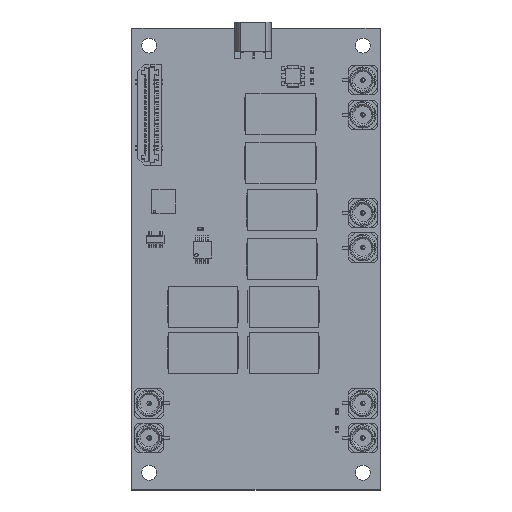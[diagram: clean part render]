
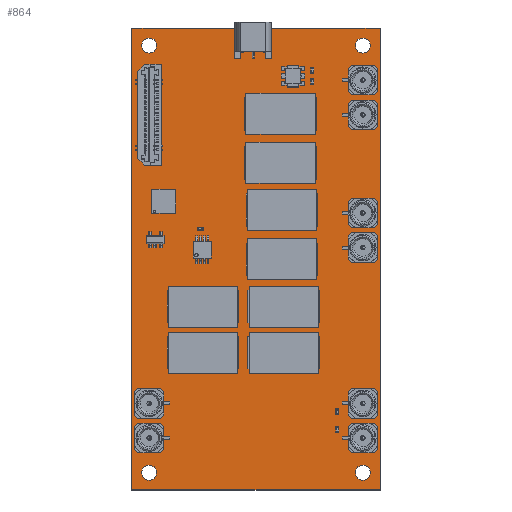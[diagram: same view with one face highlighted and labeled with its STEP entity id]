
A CAD part, top view. The second image highlights one B-rep face of the part: STEP entity #864.
In plain terms, the highlighted planar face has unit normal (0, 0, 1).
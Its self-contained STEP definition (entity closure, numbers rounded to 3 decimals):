
#323 = VERTEX_POINT('',#324);
#324 = CARTESIAN_POINT('',(30.,30.,0.));
#330 = EDGE_CURVE('',#323,#331,#333,.T.);
#331 = VERTEX_POINT('',#332);
#332 = CARTESIAN_POINT('',(30.,110.,0.));
#333 = LINE('',#334,#335);
#334 = CARTESIAN_POINT('',(30.,30.,0.));
#335 = VECTOR('',#336,1.);
#336 = DIRECTION('',(0.,1.,0.));
#361 = EDGE_CURVE('',#331,#362,#364,.T.);
#362 = VERTEX_POINT('',#363);
#363 = CARTESIAN_POINT('',(48.875,110.,0.));
#364 = LINE('',#365,#366);
#365 = CARTESIAN_POINT('',(30.,110.,0.));
#366 = VECTOR('',#367,1.);
#367 = DIRECTION('',(1.,0.,0.));
#394 = VERTEX_POINT('',#395);
#395 = CARTESIAN_POINT('',(48.875,106.56,0.));
#401 = EDGE_CURVE('',#394,#362,#402,.T.);
#402 = LINE('',#403,#404);
#403 = CARTESIAN_POINT('',(48.875,106.56,0.));
#404 = VECTOR('',#405,1.);
#405 = DIRECTION('',(0.,1.,0.));
#425 = VERTEX_POINT('',#426);
#426 = CARTESIAN_POINT('',(49.435,106.,0.));
#432 = EDGE_CURVE('',#425,#394,#433,.T.);
#433 = CIRCLE('',#434,0.4);
#434 = AXIS2_PLACEMENT_3D('',#435,#436,#437);
#435 = CARTESIAN_POINT('',(49.115,106.24,0.));
#436 = DIRECTION('',(0.,0.,-1.));
#437 = DIRECTION('',(0.8,-0.6,0.));
#458 = VERTEX_POINT('',#459);
#459 = CARTESIAN_POINT('',(52.565,106.,0.));
#465 = EDGE_CURVE('',#458,#425,#466,.T.);
#466 = LINE('',#467,#468);
#467 = CARTESIAN_POINT('',(52.565,106.,0.));
#468 = VECTOR('',#469,1.);
#469 = DIRECTION('',(-1.,0.,0.));
#489 = VERTEX_POINT('',#490);
#490 = CARTESIAN_POINT('',(53.125,106.56,0.));
#496 = EDGE_CURVE('',#489,#458,#497,.T.);
#497 = CIRCLE('',#498,0.4);
#498 = AXIS2_PLACEMENT_3D('',#499,#500,#501);
#499 = CARTESIAN_POINT('',(52.885,106.24,0.));
#500 = DIRECTION('',(0.,0.,-1.));
#501 = DIRECTION('',(0.6,0.8,0.));
#522 = VERTEX_POINT('',#523);
#523 = CARTESIAN_POINT('',(53.125,110.,0.));
#529 = EDGE_CURVE('',#522,#489,#530,.T.);
#530 = LINE('',#531,#532);
#531 = CARTESIAN_POINT('',(53.125,111.08,0.));
#532 = VECTOR('',#533,1.);
#533 = DIRECTION('',(0.,-1.,0.));
#551 = EDGE_CURVE('',#522,#552,#554,.T.);
#552 = VERTEX_POINT('',#553);
#553 = CARTESIAN_POINT('',(73.,110.,0.));
#554 = LINE('',#555,#556);
#555 = CARTESIAN_POINT('',(30.,110.,0.));
#556 = VECTOR('',#557,1.);
#557 = DIRECTION('',(1.,0.,0.));
#582 = EDGE_CURVE('',#552,#583,#585,.T.);
#583 = VERTEX_POINT('',#584);
#584 = CARTESIAN_POINT('',(73.,30.,0.));
#585 = LINE('',#586,#587);
#586 = CARTESIAN_POINT('',(73.,110.,0.));
#587 = VECTOR('',#588,1.);
#588 = DIRECTION('',(0.,-1.,0.));
#613 = EDGE_CURVE('',#583,#323,#614,.T.);
#614 = LINE('',#615,#616);
#615 = CARTESIAN_POINT('',(73.,30.,0.));
#616 = VECTOR('',#617,1.);
#617 = DIRECTION('',(-1.,0.,0.));
#637 = VERTEX_POINT('',#638);
#638 = CARTESIAN_POINT('',(71.3,107.,0.));
#644 = EDGE_CURVE('',#637,#637,#645,.T.);
#645 = CIRCLE('',#646,1.3);
#646 = AXIS2_PLACEMENT_3D('',#647,#648,#649);
#647 = CARTESIAN_POINT('',(70.,107.,0.));
#648 = DIRECTION('',(0.,0.,1.));
#649 = DIRECTION('',(1.,0.,0.));
#670 = VERTEX_POINT('',#671);
#671 = CARTESIAN_POINT('',(34.55,87.9,0.));
#677 = EDGE_CURVE('',#670,#670,#678,.T.);
#678 = CIRCLE('',#679,0.45);
#679 = AXIS2_PLACEMENT_3D('',#680,#681,#682);
#680 = CARTESIAN_POINT('',(34.1,87.9,0.));
#681 = DIRECTION('',(0.,0.,1.));
#682 = DIRECTION('',(1.,0.,0.));
#703 = VERTEX_POINT('',#704);
#704 = CARTESIAN_POINT('',(34.3,107.,0.));
#710 = EDGE_CURVE('',#703,#703,#711,.T.);
#711 = CIRCLE('',#712,1.3);
#712 = AXIS2_PLACEMENT_3D('',#713,#714,#715);
#713 = CARTESIAN_POINT('',(33.,107.,0.));
#714 = DIRECTION('',(0.,0.,1.));
#715 = DIRECTION('',(1.,0.,0.));
#736 = VERTEX_POINT('',#737);
#737 = CARTESIAN_POINT('',(34.55,102.1,0.));
#743 = EDGE_CURVE('',#736,#736,#744,.T.);
#744 = CIRCLE('',#745,0.45);
#745 = AXIS2_PLACEMENT_3D('',#746,#747,#748);
#746 = CARTESIAN_POINT('',(34.1,102.1,0.));
#747 = DIRECTION('',(0.,0.,1.));
#748 = DIRECTION('',(1.,0.,0.));
#769 = VERTEX_POINT('',#770);
#770 = CARTESIAN_POINT('',(71.3,33.,0.));
#776 = EDGE_CURVE('',#769,#769,#777,.T.);
#777 = CIRCLE('',#778,1.3);
#778 = AXIS2_PLACEMENT_3D('',#779,#780,#781);
#779 = CARTESIAN_POINT('',(70.,33.,0.));
#780 = DIRECTION('',(0.,0.,1.));
#781 = DIRECTION('',(1.,0.,0.));
#802 = VERTEX_POINT('',#803);
#803 = CARTESIAN_POINT('',(34.3,33.,0.));
#809 = EDGE_CURVE('',#802,#802,#810,.T.);
#810 = CIRCLE('',#811,1.3);
#811 = AXIS2_PLACEMENT_3D('',#812,#813,#814);
#812 = CARTESIAN_POINT('',(33.,33.,0.));
#813 = DIRECTION('',(0.,0.,1.));
#814 = DIRECTION('',(1.,0.,0.));
#864 = ADVANCED_FACE('',(#865,#877,#880,#883,#886,#889,#892),#895,.T.);
#865 = FACE_BOUND('',#866,.T.);
#866 = EDGE_LOOP('',(#867,#868,#869,#870,#871,#872,#873,#874,#875,#876)
  );
#867 = ORIENTED_EDGE('',*,*,#330,.F.);
#868 = ORIENTED_EDGE('',*,*,#613,.F.);
#869 = ORIENTED_EDGE('',*,*,#582,.F.);
#870 = ORIENTED_EDGE('',*,*,#551,.F.);
#871 = ORIENTED_EDGE('',*,*,#529,.T.);
#872 = ORIENTED_EDGE('',*,*,#496,.T.);
#873 = ORIENTED_EDGE('',*,*,#465,.T.);
#874 = ORIENTED_EDGE('',*,*,#432,.T.);
#875 = ORIENTED_EDGE('',*,*,#401,.T.);
#876 = ORIENTED_EDGE('',*,*,#361,.F.);
#877 = FACE_BOUND('',#878,.T.);
#878 = EDGE_LOOP('',(#879));
#879 = ORIENTED_EDGE('',*,*,#644,.F.);
#880 = FACE_BOUND('',#881,.T.);
#881 = EDGE_LOOP('',(#882));
#882 = ORIENTED_EDGE('',*,*,#677,.F.);
#883 = FACE_BOUND('',#884,.T.);
#884 = EDGE_LOOP('',(#885));
#885 = ORIENTED_EDGE('',*,*,#710,.F.);
#886 = FACE_BOUND('',#887,.T.);
#887 = EDGE_LOOP('',(#888));
#888 = ORIENTED_EDGE('',*,*,#743,.F.);
#889 = FACE_BOUND('',#890,.T.);
#890 = EDGE_LOOP('',(#891));
#891 = ORIENTED_EDGE('',*,*,#776,.F.);
#892 = FACE_BOUND('',#893,.T.);
#893 = EDGE_LOOP('',(#894));
#894 = ORIENTED_EDGE('',*,*,#809,.F.);
#895 = PLANE('',#896);
#896 = AXIS2_PLACEMENT_3D('',#897,#898,#899);
#897 = CARTESIAN_POINT('',(30.,30.,0.));
#898 = DIRECTION('',(0.,0.,1.));
#899 = DIRECTION('',(1.,0.,0.));
